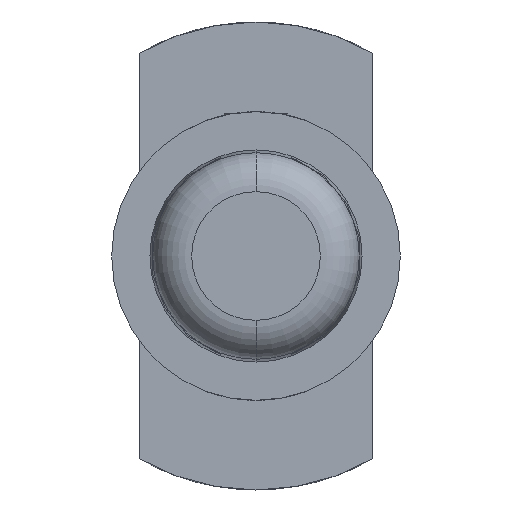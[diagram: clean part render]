
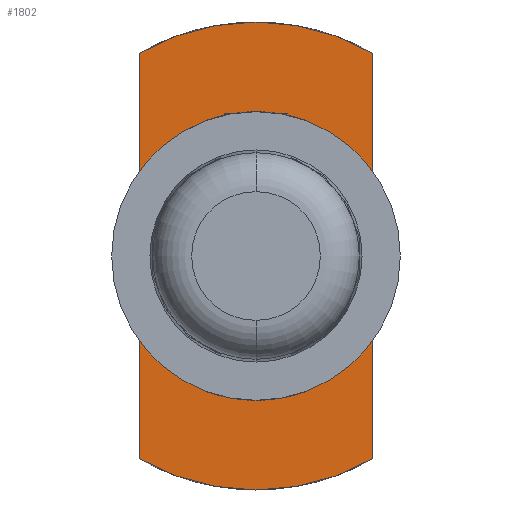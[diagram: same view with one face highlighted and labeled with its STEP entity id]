
A CAD part, front view. The second image highlights one B-rep face of the part: STEP entity #1802.
In plain terms, the highlighted planar face has unit normal (0, -1, 0).
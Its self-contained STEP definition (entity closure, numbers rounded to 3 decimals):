
#16 = VERTEX_POINT ( 'NONE', #4319 ) ;
#213 = DIRECTION ( 'NONE',  ( 1., 0., 0. ) ) ;
#259 = CARTESIAN_POINT ( 'NONE',  ( -1.5, 27.8, -2.598 ) ) ;
#267 = DIRECTION ( 'NONE',  ( 0., 1., 0. ) ) ;
#276 = ORIENTED_EDGE ( 'NONE', *, *, #5119, .T. ) ;
#403 = CARTESIAN_POINT ( 'NONE',  ( 0., 27.8, 0. ) ) ;
#559 = DIRECTION ( 'NONE',  ( 1., 0., 0. ) ) ;
#569 = CARTESIAN_POINT ( 'NONE',  ( 0., 27.8, -3. ) ) ;
#588 = DIRECTION ( 'NONE',  ( 1., 0., 0. ) ) ;
#607 = VERTEX_POINT ( 'NONE', #4379 ) ;
#746 = DIRECTION ( 'NONE',  ( 0., 0., 1. ) ) ;
#1234 = VERTEX_POINT ( 'NONE', #4623 ) ;
#1593 = AXIS2_PLACEMENT_3D ( 'NONE', #569, #4198, #588 ) ;
#1651 = FACE_OUTER_BOUND ( 'NONE', #5017, .T. ) ;
#1802 = ADVANCED_FACE ( 'Defeature ausgef�hrt2_33', ( #1651, #2879 ), #3663, .F. ) ;
#1811 = DIRECTION ( 'NONE',  ( 0., 0., -1. ) ) ;
#1843 = DIRECTION ( 'NONE',  ( 0., 1., 0. ) ) ;
#1920 = EDGE_CURVE ( 'Defeature ausgef�hrt2_31+Defeature ausgef�hrt2_33+Defeature ausgef�hrt2_35+Defeature ausgef�hrt2_36', #607, #1923, #2702, .T. ) ;
#1923 = VERTEX_POINT ( 'NONE', #259 ) ;
#2318 = CARTESIAN_POINT ( 'NONE',  ( 0., 27.8, 0. ) ) ;
#2587 = LINE ( 'NONE', #3332, #4867 ) ;
#2702 = CIRCLE ( 'NONE', #4964, 3. ) ;
#2775 = AXIS2_PLACEMENT_3D ( 'NONE', #3140, #3644, #559 ) ;
#2879 = FACE_BOUND ( 'NONE', #3139, .T. ) ;
#2956 = AXIS2_PLACEMENT_3D ( 'NONE', #403, #267, #6122 ) ;
#3139 = EDGE_LOOP ( 'NONE', ( #4942, #276 ) ) ;
#3140 = CARTESIAN_POINT ( 'NONE',  ( 0., 27.8, 0. ) ) ;
#3151 = CIRCLE ( 'NONE', #2775, 1.125 ) ;
#3332 = CARTESIAN_POINT ( 'NONE',  ( -1.5, 27.8, -3. ) ) ;
#3438 = EDGE_CURVE ( 'Defeature ausgef�hrt2_33+Defeature ausgef�hrt2_36+Defeature ausgef�hrt2_32+Defeature ausgef�hrt2_31', #16, #1923, #2587, .T. ) ;
#3644 = DIRECTION ( 'NONE',  ( 0., 1., 0. ) ) ;
#3663 = PLANE ( 'NONE',  #1593 ) ;
#3720 = VECTOR ( 'NONE', #746, 1000. ) ;
#3813 = EDGE_CURVE ( 'Defeature ausgef�hrt2_33+Defeature ausgef�hrt2_34+Defeature ausgef�hrt2_34+Defeature ausgef�hrt2_34', #1234, #5246, #3151, .T. ) ;
#3882 = DIRECTION ( 'NONE',  ( 0., 1., 0. ) ) ;
#4012 = ORIENTED_EDGE ( 'NONE', *, *, #6198, .T. ) ;
#4198 = DIRECTION ( 'NONE',  ( 0., 1., 0. ) ) ;
#4319 = CARTESIAN_POINT ( 'NONE',  ( -1.5, 27.8, 2.598 ) ) ;
#4378 = LINE ( 'NONE', #5940, #3720 ) ;
#4379 = CARTESIAN_POINT ( 'NONE',  ( 1.5, 27.8, -2.598 ) ) ;
#4505 = ORIENTED_EDGE ( 'NONE', *, *, #5801, .F. ) ;
#4623 = CARTESIAN_POINT ( 'NONE',  ( 1.125, 27.8, 0. ) ) ;
#4867 = VECTOR ( 'NONE', #1811, 1000. ) ;
#4942 = ORIENTED_EDGE ( 'NONE', *, *, #3813, .T. ) ;
#4964 = AXIS2_PLACEMENT_3D ( 'NONE', #2318, #1843, #213 ) ;
#4990 = ORIENTED_EDGE ( 'NONE', *, *, #3438, .T. ) ;
#5017 = EDGE_LOOP ( 'NONE', ( #4505, #4990, #5772, #4012 ) ) ;
#5119 = EDGE_CURVE ( 'Defeature ausgef�hrt2_33+Defeature ausgef�hrt2_34+Defeature ausgef�hrt2_34+Defeature ausgef�hrt2_34', #5246, #1234, #5770, .T. ) ;
#5198 = CARTESIAN_POINT ( 'NONE',  ( -1.125, 27.8, 0. ) ) ;
#5246 = VERTEX_POINT ( 'NONE', #5198 ) ;
#5338 = CARTESIAN_POINT ( 'NONE',  ( 1.5, 27.8, 2.598 ) ) ;
#5512 = CARTESIAN_POINT ( 'NONE',  ( 0., 27.8, 0. ) ) ;
#5770 = CIRCLE ( 'NONE', #2956, 1.125 ) ;
#5772 = ORIENTED_EDGE ( 'NONE', *, *, #1920, .F. ) ;
#5801 = EDGE_CURVE ( 'Defeature ausgef�hrt2_32+Defeature ausgef�hrt2_33+Defeature ausgef�hrt2_36+Defeature ausgef�hrt2_35', #16, #6212, #5909, .T. ) ;
#5909 = CIRCLE ( 'NONE', #6343, 3. ) ;
#5940 = CARTESIAN_POINT ( 'NONE',  ( 1.5, 27.8, -3. ) ) ;
#6122 = DIRECTION ( 'NONE',  ( 1., 0., 0. ) ) ;
#6198 = EDGE_CURVE ( 'Defeature ausgef�hrt2_33+Defeature ausgef�hrt2_35+Defeature ausgef�hrt2_31+Defeature ausgef�hrt2_32', #607, #6212, #4378, .T. ) ;
#6212 = VERTEX_POINT ( 'NONE', #5338 ) ;
#6343 = AXIS2_PLACEMENT_3D ( 'NONE', #5512, #3882, #6472 ) ;
#6472 = DIRECTION ( 'NONE',  ( 1., 0., 0. ) ) ;
